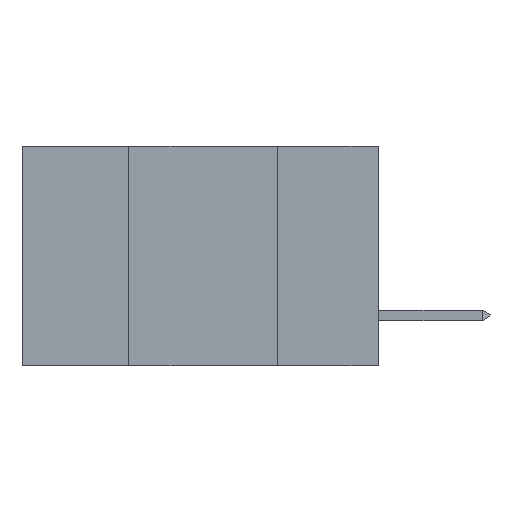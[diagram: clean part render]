
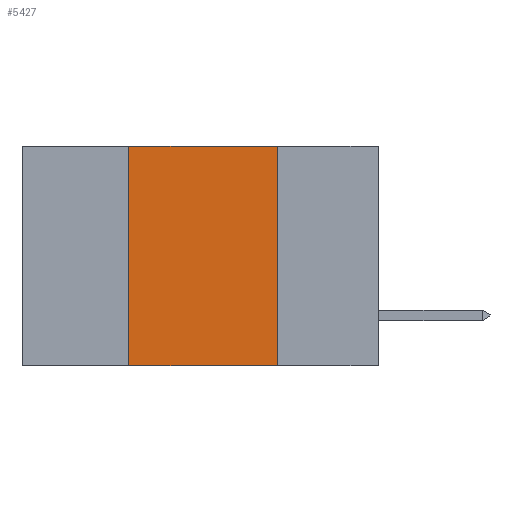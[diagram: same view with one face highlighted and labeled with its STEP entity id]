
A CAD part, left-side view. The second image highlights one B-rep face of the part: STEP entity #5427.
In plain terms, the highlighted planar face has unit normal (-1, 0, 0).
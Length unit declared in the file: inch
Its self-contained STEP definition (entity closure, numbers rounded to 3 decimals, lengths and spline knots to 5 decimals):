
#540 = VERTEX_POINT ( 'NONE', #12346 ) ;
#659 = ORIENTED_EDGE ( 'NONE', *, *, #4727, .F. ) ;
#1010 = EDGE_CURVE ( 'NONE', #9876, #540, #13655, .T. ) ;
#2124 = LINE ( 'NONE', #4792, #12274 ) ;
#2932 = VERTEX_POINT ( 'NONE', #10997 ) ;
#3961 = CARTESIAN_POINT ( 'NONE',  ( 0., 0.17, 0. ) ) ;
#4146 = DIRECTION ( 'NONE',  ( 0., -1., 0. ) ) ;
#4582 = VECTOR ( 'NONE', #4146, 39.37008 ) ;
#4654 = ORIENTED_EDGE ( 'NONE', *, *, #8186, .F. ) ;
#4727 = EDGE_CURVE ( 'NONE', #15357, #9876, #2124, .T. ) ;
#4792 = CARTESIAN_POINT ( 'NONE',  ( 0., 0.6, 0. ) ) ;
#5427 = ADVANCED_FACE ( 'NONE', ( #9347 ), #14303, .F. ) ;
#5595 = CARTESIAN_POINT ( 'NONE',  ( 0., 0.6, 0. ) ) ;
#7296 = DIRECTION ( 'NONE',  ( 0., 0., -1. ) ) ;
#7996 = CARTESIAN_POINT ( 'NONE',  ( 0., 0.42, -0.37 ) ) ;
#8186 = EDGE_CURVE ( 'NONE', #2932, #15357, #14361, .T. ) ;
#8190 = EDGE_CURVE ( 'NONE', #2932, #540, #15618, .T. ) ;
#8560 = AXIS2_PLACEMENT_3D ( 'NONE', #5595, #11859, #10437 ) ;
#9347 = FACE_OUTER_BOUND ( 'NONE', #11019, .T. ) ;
#9876 = VERTEX_POINT ( 'NONE', #3961 ) ;
#10330 = CARTESIAN_POINT ( 'NONE',  ( 0., 0.6, -0.37 ) ) ;
#10437 = DIRECTION ( 'NONE',  ( 0., 0., -1. ) ) ;
#10997 = CARTESIAN_POINT ( 'NONE',  ( 0., 0.42, -0.37 ) ) ;
#11019 = EDGE_LOOP ( 'NONE', ( #12748, #659, #4654, #11496 ) ) ;
#11055 = CARTESIAN_POINT ( 'NONE',  ( 0., 0.17, -0.37 ) ) ;
#11428 = DIRECTION ( 'NONE',  ( 0., 0., 1. ) ) ;
#11496 = ORIENTED_EDGE ( 'NONE', *, *, #8190, .T. ) ;
#11859 = DIRECTION ( 'NONE',  ( 1., 0., 0. ) ) ;
#12274 = VECTOR ( 'NONE', #14755, 39.37008 ) ;
#12346 = CARTESIAN_POINT ( 'NONE',  ( 0., 0.17, -0.37 ) ) ;
#12748 = ORIENTED_EDGE ( 'NONE', *, *, #1010, .F. ) ;
#13655 = LINE ( 'NONE', #11055, #13678 ) ;
#13678 = VECTOR ( 'NONE', #7296, 39.37008 ) ;
#14303 = PLANE ( 'NONE',  #8560 ) ;
#14361 = LINE ( 'NONE', #7996, #15544 ) ;
#14755 = DIRECTION ( 'NONE',  ( 0., -1., 0. ) ) ;
#14864 = CARTESIAN_POINT ( 'NONE',  ( 0., 0.42, 0. ) ) ;
#15357 = VERTEX_POINT ( 'NONE', #14864 ) ;
#15544 = VECTOR ( 'NONE', #11428, 39.37008 ) ;
#15618 = LINE ( 'NONE', #10330, #4582 ) ;
